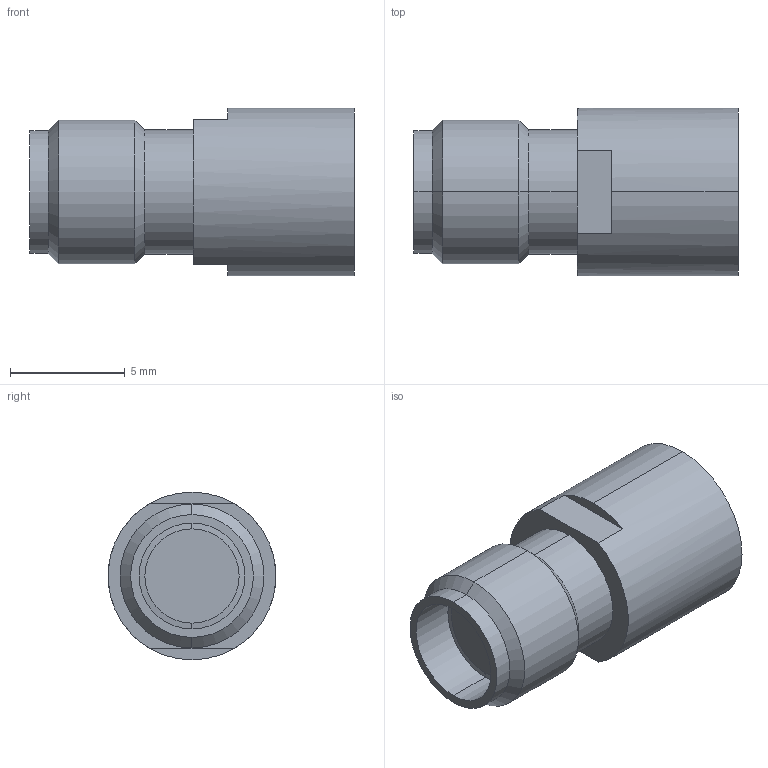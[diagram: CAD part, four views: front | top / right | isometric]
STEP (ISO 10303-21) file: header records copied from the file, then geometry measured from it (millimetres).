
FILE_DESCRIPTION (( 'STEP AP203' ), '1' );
FILE_NAME ('R191.353.711B.STEP', '2015-12-02T08:09:53', ( '' ), ( '' ), 'SwSTEP 2.0', 'SolidWorks 2014', '' );
FILE_SCHEMA (( 'CONFIG_CONTROL_DESIGN' ));
Length unit declared in the file: metre
Products named in the file (1): R191.353.711B
Bounding box: 14.11 x 7.3 x 7.3 mm (x, y, z)
Volume: 321.2 mm3; surface area: 579.3 mm2
Topology: 1 solids, 1 shells, 328 faces, 936 edges, 616 vertices
Faces by surface type: torus 118, cone 73, plane 70, cylinder 67
Entity records: 11495 total; most frequent: CARTESIAN_POINT 3331, ORIENTED_EDGE 1872, DIRECTION 1458, EDGE_CURVE 936, AXIS2_PLACEMENT_3D 633, VERTEX_POINT 616, B_SPLINE_CURVE_WITH_KNOTS 440, EDGE_LOOP 392
